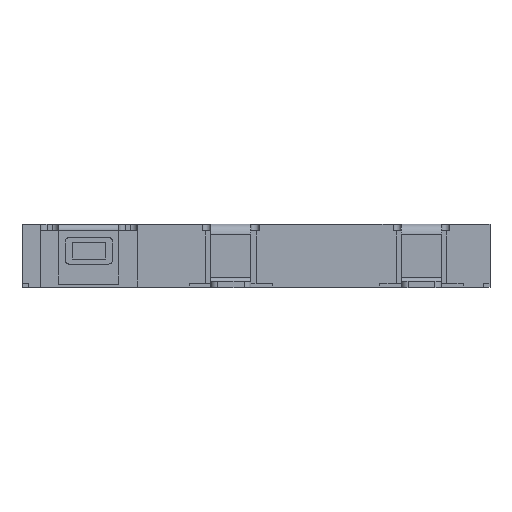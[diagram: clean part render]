
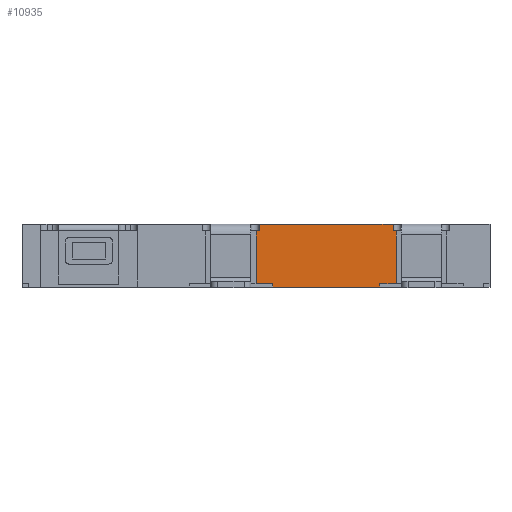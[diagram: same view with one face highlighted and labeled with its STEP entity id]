
A CAD part, front view. The second image highlights one B-rep face of the part: STEP entity #10935.
In plain terms, the highlighted planar face has unit normal (0, -1, 0).
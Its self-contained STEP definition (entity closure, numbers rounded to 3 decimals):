
#967=DIRECTION('',(-1.,0.,0.));
#968=VECTOR('',#967,4.);
#969=CARTESIAN_POINT('',(-2.9,-7.1,0.));
#970=LINE('',#969,#968);
#1404=DIRECTION('',(-1.,0.,0.));
#1405=VECTOR('',#1404,3.2);
#1406=CARTESIAN_POINT('',(-3.3,-7.1,-1.88));
#1407=LINE('',#1406,#1405);
#2737=DIRECTION('',(-1.,0.,0.));
#2738=VECTOR('',#2737,0.1);
#2739=CARTESIAN_POINT('',(-2.8,-7.1,-0.2));
#2740=LINE('',#2739,#2738);
#2741=DIRECTION('',(-1.,0.,0.));
#2742=VECTOR('',#2741,0.1);
#2743=CARTESIAN_POINT('',(-6.9,-7.1,-0.2));
#2744=LINE('',#2743,#2742);
#2883=DIRECTION('',(1.,0.,0.));
#2884=VECTOR('',#2883,0.5);
#2885=CARTESIAN_POINT('',(-3.3,-7.1,-1.78));
#2886=LINE('',#2885,#2884);
#2887=DIRECTION('',(0.,0.,1.));
#2888=VECTOR('',#2887,0.1);
#2889=CARTESIAN_POINT('',(-3.3,-7.1,-1.88));
#2890=LINE('',#2889,#2888);
#2891=DIRECTION('',(0.,0.,1.));
#2892=VECTOR('',#2891,0.1);
#2893=CARTESIAN_POINT('',(-6.5,-7.1,-1.88));
#2894=LINE('',#2893,#2892);
#2895=DIRECTION('',(-1.,0.,0.));
#2896=VECTOR('',#2895,0.5);
#2897=CARTESIAN_POINT('',(-6.5,-7.1,-1.78));
#2898=LINE('',#2897,#2896);
#2899=DIRECTION('',(0.,0.,-1.));
#2900=VECTOR('',#2899,0.2);
#2901=CARTESIAN_POINT('',(-2.9,-7.1,0.));
#2902=LINE('',#2901,#2900);
#2903=DIRECTION('',(0.,0.,-1.));
#2904=VECTOR('',#2903,1.58);
#2905=CARTESIAN_POINT('',(-2.8,-7.1,-0.2));
#2906=LINE('',#2905,#2904);
#3449=DIRECTION('',(0.,0.,-1.));
#3450=VECTOR('',#3449,0.2);
#3451=CARTESIAN_POINT('',(-6.9,-7.1,0.));
#3452=LINE('',#3451,#3450);
#3553=DIRECTION('',(0.,0.,-1.));
#3554=VECTOR('',#3553,1.58);
#3555=CARTESIAN_POINT('',(-7.,-7.1,-0.2));
#3556=LINE('',#3555,#3554);
#5445=CARTESIAN_POINT('',(-2.9,-7.1,0.));
#5446=CARTESIAN_POINT('',(-6.9,-7.1,0.));
#5447=VERTEX_POINT('',#5445);
#5448=VERTEX_POINT('',#5446);
#5513=CARTESIAN_POINT('',(-2.9,-7.1,-0.2));
#5514=VERTEX_POINT('',#5513);
#5515=CARTESIAN_POINT('',(-6.9,-7.1,-0.2));
#5516=VERTEX_POINT('',#5515);
#5950=CARTESIAN_POINT('',(-2.8,-7.1,-0.2));
#5952=VERTEX_POINT('',#5950);
#5953=CARTESIAN_POINT('',(-7.,-7.1,-0.2));
#5955=VERTEX_POINT('',#5953);
#6375=CARTESIAN_POINT('',(-3.3,-7.1,-1.78));
#6376=CARTESIAN_POINT('',(-2.8,-7.1,-1.78));
#6377=VERTEX_POINT('',#6375);
#6378=VERTEX_POINT('',#6376);
#6379=CARTESIAN_POINT('',(-6.5,-7.1,-1.88));
#6380=CARTESIAN_POINT('',(-6.5,-7.1,-1.78));
#6381=VERTEX_POINT('',#6379);
#6382=VERTEX_POINT('',#6380);
#6389=CARTESIAN_POINT('',(-7.,-7.1,-1.78));
#6391=VERTEX_POINT('',#6389);
#6397=CARTESIAN_POINT('',(-3.3,-7.1,-1.88));
#6398=VERTEX_POINT('',#6397);
#10910=CARTESIAN_POINT('',(-2.9,-7.1,0.));
#10911=DIRECTION('',(0.,-1.,0.));
#10912=DIRECTION('',(-1.,0.,0.));
#10913=AXIS2_PLACEMENT_3D('',#10910,#10911,#10912);
#10914=PLANE('',#10913);
#10915=ORIENTED_EDGE('',*,*,#10868,.F.);
#10917=ORIENTED_EDGE('',*,*,#10916,.F.);
#10918=ORIENTED_EDGE('',*,*,#8567,.T.);
#10920=ORIENTED_EDGE('',*,*,#10919,.T.);
#10921=ORIENTED_EDGE('',*,*,#10893,.T.);
#10923=ORIENTED_EDGE('',*,*,#10922,.F.);
#10924=ORIENTED_EDGE('',*,*,#10733,.F.);
#10926=ORIENTED_EDGE('',*,*,#10925,.F.);
#10927=ORIENTED_EDGE('',*,*,#8190,.F.);
#10929=ORIENTED_EDGE('',*,*,#10928,.T.);
#10930=ORIENTED_EDGE('',*,*,#10717,.F.);
#10932=ORIENTED_EDGE('',*,*,#10931,.T.);
#10933=EDGE_LOOP('',(#10915,#10917,#10918,#10920,#10921,#10923,#10924,#10926,
#10927,#10929,#10930,#10932));
#10934=FACE_OUTER_BOUND('',#10933,.F.);
#10935=ADVANCED_FACE('',(#10934),#10914,.T.);
#8190=EDGE_CURVE('',#5447,#5448,#970,.T.);
#8567=EDGE_CURVE('',#6398,#6381,#1407,.T.);
#10717=EDGE_CURVE('',#5952,#5514,#2740,.T.);
#10733=EDGE_CURVE('',#5516,#5955,#2744,.T.);
#10868=EDGE_CURVE('',#6377,#6378,#2886,.T.);
#10893=EDGE_CURVE('',#6382,#6391,#2898,.T.);
#10916=EDGE_CURVE('',#6398,#6377,#2890,.T.);
#10919=EDGE_CURVE('',#6381,#6382,#2894,.T.);
#10922=EDGE_CURVE('',#5955,#6391,#3556,.T.);
#10925=EDGE_CURVE('',#5448,#5516,#3452,.T.);
#10928=EDGE_CURVE('',#5447,#5514,#2902,.T.);
#10931=EDGE_CURVE('',#5952,#6378,#2906,.T.);
